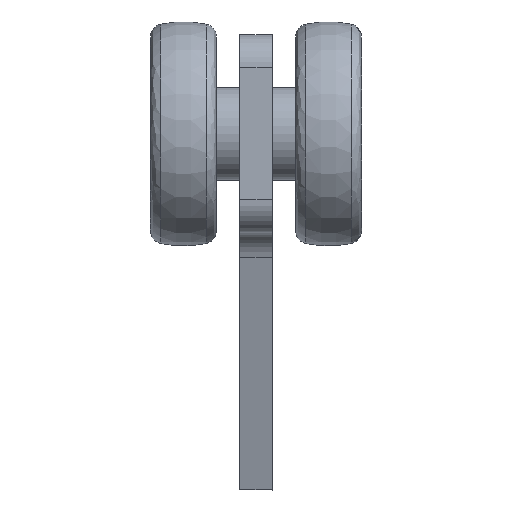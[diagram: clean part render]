
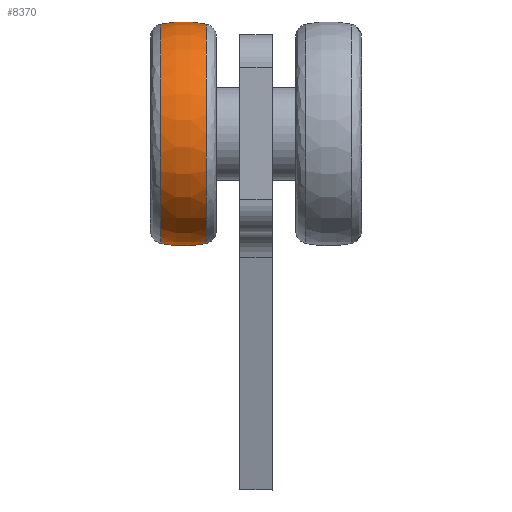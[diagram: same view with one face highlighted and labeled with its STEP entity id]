
A CAD part, left-side view. The second image highlights one B-rep face of the part: STEP entity #8370.
In plain terms, the highlighted toroidal (fillet/blend) face has major radius 1 mm and minor radius 16 mm.
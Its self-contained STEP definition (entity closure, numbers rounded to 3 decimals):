
#991 = CARTESIAN_POINT ( 'NONE',  ( -28., 7.571, 54. ) ) ;
#1107 = CARTESIAN_POINT ( 'NONE',  ( -28., 11., 55. ) ) ;
#2577 = CARTESIAN_POINT ( 'NONE',  ( -28., 14.429, 70.628 ) ) ;
#2802 = VERTEX_POINT ( 'NONE', #14360 ) ;
#2814 = CIRCLE ( 'NONE', #20330, 16. ) ;
#2978 = DIRECTION ( 'NONE',  ( 0., 0., 1. ) ) ;
#3650 = VERTEX_POINT ( 'NONE', #22683 ) ;
#3702 = EDGE_CURVE ( 'NONE', #2802, #10150, #13592, .T. ) ;
#4754 = CARTESIAN_POINT ( 'NONE',  ( -28., 14.429, 54. ) ) ;
#4912 = AXIS2_PLACEMENT_3D ( 'NONE', #991, #12069, #14187 ) ;
#5370 = AXIS2_PLACEMENT_3D ( 'NONE', #4754, #10364, #15994 ) ;
#5600 = CARTESIAN_POINT ( 'NONE',  ( -28., 11., 54. ) ) ;
#5639 = CIRCLE ( 'NONE', #7818, 16. ) ;
#5892 = ORIENTED_EDGE ( 'NONE', *, *, #16244, .T. ) ;
#6009 = CARTESIAN_POINT ( 'NONE',  ( -28., 11., 53. ) ) ;
#7627 = DIRECTION ( 'NONE',  ( 0., 0., -1. ) ) ;
#7818 = AXIS2_PLACEMENT_3D ( 'NONE', #1107, #14061, #2978 ) ;
#8120 = DIRECTION ( 'NONE',  ( 0., 0., -1. ) ) ;
#8370 = ADVANCED_FACE ( 'NONE', ( #22981 ), #14874, .T. ) ;
#9187 = ORIENTED_EDGE ( 'NONE', *, *, #14695, .T. ) ;
#9439 = CARTESIAN_POINT ( 'NONE',  ( -28., 7.571, 70.628 ) ) ;
#9663 = DIRECTION ( 'NONE',  ( 1., 0., 0. ) ) ;
#10150 = VERTEX_POINT ( 'NONE', #9439 ) ;
#10364 = DIRECTION ( 'NONE',  ( 0., -1., 0. ) ) ;
#12069 = DIRECTION ( 'NONE',  ( 0., 1., 0. ) ) ;
#12142 = ORIENTED_EDGE ( 'NONE', *, *, #3702, .T. ) ;
#12216 = EDGE_LOOP ( 'NONE', ( #12142, #9187, #5892, #16671 ) ) ;
#13114 = DIRECTION ( 'NONE',  ( 0., 1., 0. ) ) ;
#13592 = CIRCLE ( 'NONE', #4912, 16.628 ) ;
#14061 = DIRECTION ( 'NONE',  ( -1., 0., 0. ) ) ;
#14187 = DIRECTION ( 'NONE',  ( 0., 0., -1. ) ) ;
#14360 = CARTESIAN_POINT ( 'NONE',  ( -28., 7.571, 37.372 ) ) ;
#14695 = EDGE_CURVE ( 'NONE', #10150, #16063, #5639, .T. ) ;
#14874 = TOROIDAL_SURFACE ( 'NONE', #21817, 1., 16. ) ;
#15963 = CIRCLE ( 'NONE', #5370, 16.628 ) ;
#15994 = DIRECTION ( 'NONE',  ( 0., 0., -1. ) ) ;
#16063 = VERTEX_POINT ( 'NONE', #2577 ) ;
#16244 = EDGE_CURVE ( 'NONE', #16063, #3650, #15963, .T. ) ;
#16671 = ORIENTED_EDGE ( 'NONE', *, *, #20352, .F. ) ;
#20330 = AXIS2_PLACEMENT_3D ( 'NONE', #6009, #9663, #8120 ) ;
#20352 = EDGE_CURVE ( 'NONE', #2802, #3650, #2814, .T. ) ;
#21817 = AXIS2_PLACEMENT_3D ( 'NONE', #5600, #13114, #7627 ) ;
#22683 = CARTESIAN_POINT ( 'NONE',  ( -28., 14.429, 37.372 ) ) ;
#22981 = FACE_OUTER_BOUND ( 'NONE', #12216, .T. ) ;
